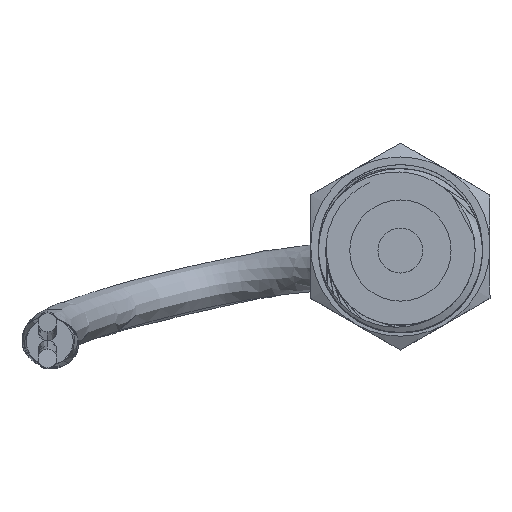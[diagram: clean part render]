
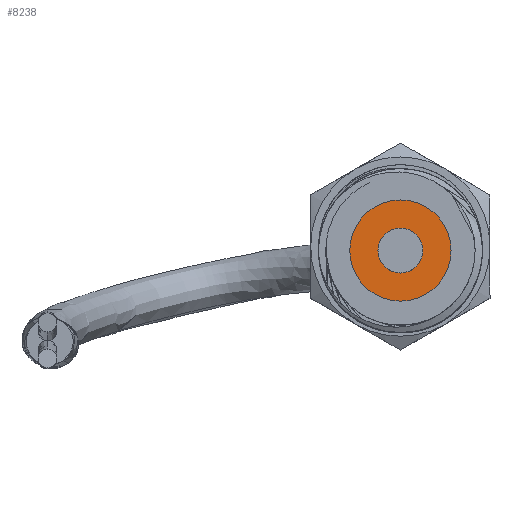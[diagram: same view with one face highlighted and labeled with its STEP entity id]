
A CAD part, top view. The second image highlights one B-rep face of the part: STEP entity #8238.
In plain terms, the highlighted planar face has unit normal (0, 0, 1).
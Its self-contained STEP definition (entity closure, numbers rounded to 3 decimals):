
#266 = CARTESIAN_POINT ( 'NONE',  ( 0., 0., 79.502 ) ) ;
#1109 = AXIS2_PLACEMENT_3D ( 'NONE', #19461, #12914, #12505 ) ;
#1572 = DIRECTION ( 'NONE',  ( 0., 0., 1. ) ) ;
#2997 = VERTEX_POINT ( 'NONE', #22788 ) ;
#3786 = CIRCLE ( 'NONE', #7376, 2.388 ) ;
#4281 = DIRECTION ( 'NONE',  ( 0., 0., -1. ) ) ;
#4670 = EDGE_CURVE ( 'NONE', #22141, #25663, #3786, .T. ) ;
#5117 = AXIS2_PLACEMENT_3D ( 'NONE', #14890, #4281, #15160 ) ;
#7376 = AXIS2_PLACEMENT_3D ( 'NONE', #19147, #16649, #19021 ) ;
#7450 = DIRECTION ( 'NONE',  ( 1., 0., 0. ) ) ;
#8238 = ADVANCED_FACE ( 'NONE', ( #13865, #9680 ), #18061, .T. ) ;
#9502 = CARTESIAN_POINT ( 'NONE',  ( -2.388, 0., 79.502 ) ) ;
#9680 = FACE_OUTER_BOUND ( 'NONE', #23254, .T. ) ;
#10187 = EDGE_CURVE ( 'NONE', #2997, #10512, #15333, .T. ) ;
#10512 = VERTEX_POINT ( 'NONE', #22245 ) ;
#10744 = DIRECTION ( 'NONE',  ( 0., 0., 1. ) ) ;
#11268 = CARTESIAN_POINT ( 'NONE',  ( 2.388, 0., 79.502 ) ) ;
#12163 = EDGE_CURVE ( 'NONE', #25663, #22141, #21592, .T. ) ;
#12186 = CARTESIAN_POINT ( 'NONE',  ( 0., 0., 79.502 ) ) ;
#12505 = DIRECTION ( 'NONE',  ( 1., 0., 0. ) ) ;
#12707 = CIRCLE ( 'NONE', #1109, 5.381 ) ;
#12914 = DIRECTION ( 'NONE',  ( 0., 0., 1. ) ) ;
#13559 = AXIS2_PLACEMENT_3D ( 'NONE', #266, #10744, #16896 ) ;
#13865 = FACE_BOUND ( 'NONE', #17438, .T. ) ;
#14890 = CARTESIAN_POINT ( 'NONE',  ( 0., 0., 79.502 ) ) ;
#15160 = DIRECTION ( 'NONE',  ( 1., 0., 0. ) ) ;
#15333 = CIRCLE ( 'NONE', #13559, 5.381 ) ;
#15524 = ORIENTED_EDGE ( 'NONE', *, *, #4670, .T. ) ;
#16433 = EDGE_CURVE ( 'NONE', #10512, #2997, #12707, .T. ) ;
#16649 = DIRECTION ( 'NONE',  ( 0., 0., -1. ) ) ;
#16896 = DIRECTION ( 'NONE',  ( 1., 0., 0. ) ) ;
#17082 = ORIENTED_EDGE ( 'NONE', *, *, #12163, .T. ) ;
#17438 = EDGE_LOOP ( 'NONE', ( #15524, #17082 ) ) ;
#18061 = PLANE ( 'NONE',  #25574 ) ;
#19021 = DIRECTION ( 'NONE',  ( 1., 0., 0. ) ) ;
#19147 = CARTESIAN_POINT ( 'NONE',  ( 0., 0., 79.502 ) ) ;
#19461 = CARTESIAN_POINT ( 'NONE',  ( 0., 0., 79.502 ) ) ;
#21460 = ORIENTED_EDGE ( 'NONE', *, *, #16433, .T. ) ;
#21592 = CIRCLE ( 'NONE', #5117, 2.388 ) ;
#22084 = ORIENTED_EDGE ( 'NONE', *, *, #10187, .T. ) ;
#22141 = VERTEX_POINT ( 'NONE', #9502 ) ;
#22245 = CARTESIAN_POINT ( 'NONE',  ( 5.381, 0., 79.502 ) ) ;
#22788 = CARTESIAN_POINT ( 'NONE',  ( -5.381, 0., 79.502 ) ) ;
#23254 = EDGE_LOOP ( 'NONE', ( #22084, #21460 ) ) ;
#25574 = AXIS2_PLACEMENT_3D ( 'NONE', #12186, #1572, #7450 ) ;
#25663 = VERTEX_POINT ( 'NONE', #11268 ) ;
